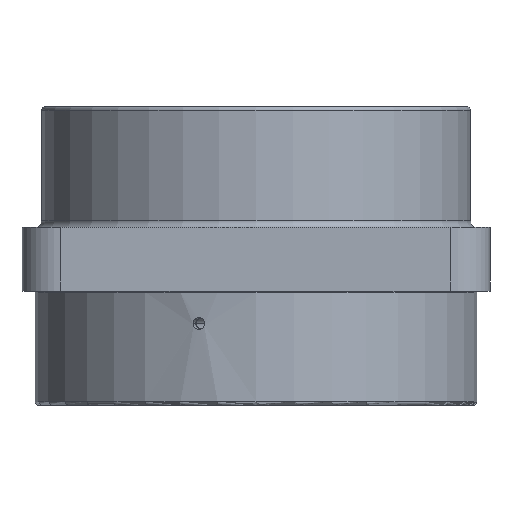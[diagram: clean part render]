
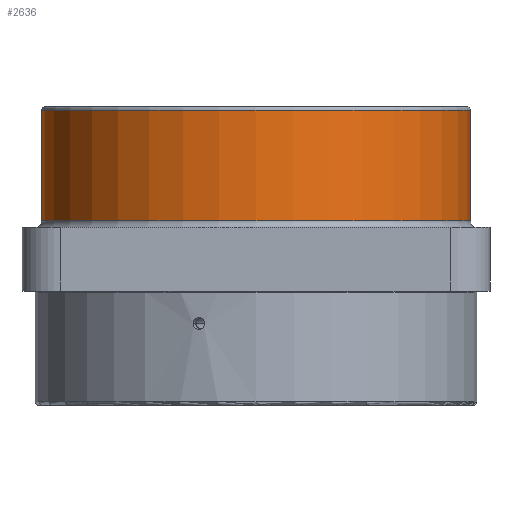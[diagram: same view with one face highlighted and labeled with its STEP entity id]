
A CAD part, front view. The second image highlights one B-rep face of the part: STEP entity #2636.
In plain terms, the highlighted cylindrical face has radius 165 mm (diameter 330 mm), a partial arc.
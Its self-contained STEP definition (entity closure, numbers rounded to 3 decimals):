
#67 = CIRCLE ( 'NONE', #3645, 165. ) ;
#716 = DIRECTION ( 'NONE',  ( 0., 0., 1. ) ) ;
#838 = AXIS2_PLACEMENT_3D ( 'NONE', #4235, #1372, #5030 ) ;
#840 = CARTESIAN_POINT ( 'NONE',  ( -165., 0., 5. ) ) ;
#886 = ORIENTED_EDGE ( 'NONE', *, *, #1601, .T. ) ;
#907 = CARTESIAN_POINT ( 'NONE',  ( 165., 0., 93. ) ) ;
#1372 = DIRECTION ( 'NONE',  ( 0., 0., -1. ) ) ;
#1485 = EDGE_CURVE ( 'NONE', #3331, #1845, #5542, .T. ) ;
#1550 = EDGE_CURVE ( 'NONE', #3331, #2870, #67, .T. ) ;
#1601 = EDGE_CURVE ( 'NONE', #2870, #5636, #4228, .T. ) ;
#1614 = VECTOR ( 'NONE', #3417, 1000. ) ;
#1665 = CARTESIAN_POINT ( 'NONE',  ( 165., 0., 5. ) ) ;
#1782 = ORIENTED_EDGE ( 'NONE', *, *, #5212, .T. ) ;
#1845 = VERTEX_POINT ( 'NONE', #1665 ) ;
#2307 = DIRECTION ( 'NONE',  ( 0., 0., -1. ) ) ;
#2310 = AXIS2_PLACEMENT_3D ( 'NONE', #4882, #716, #3343 ) ;
#2337 = DIRECTION ( 'NONE',  ( 1., 0., 0. ) ) ;
#2636 = ADVANCED_FACE ( 'NONE', ( #2707 ), #4634, .T. ) ;
#2707 = FACE_OUTER_BOUND ( 'NONE', #4480, .T. ) ;
#2870 = VERTEX_POINT ( 'NONE', #3111 ) ;
#2981 = CIRCLE ( 'NONE', #2310, 165. ) ;
#3012 = CARTESIAN_POINT ( 'NONE',  ( 165., 0., 90. ) ) ;
#3111 = CARTESIAN_POINT ( 'NONE',  ( -165., 0., 90. ) ) ;
#3300 = CARTESIAN_POINT ( 'NONE',  ( -165., 0., 93. ) ) ;
#3331 = VERTEX_POINT ( 'NONE', #3012 ) ;
#3343 = DIRECTION ( 'NONE',  ( 1., 0., 0. ) ) ;
#3417 = DIRECTION ( 'NONE',  ( 0., 0., -1. ) ) ;
#3645 = AXIS2_PLACEMENT_3D ( 'NONE', #5992, #2307, #2337 ) ;
#4228 = LINE ( 'NONE', #3300, #1614 ) ;
#4235 = CARTESIAN_POINT ( 'NONE',  ( 0., 0., 93. ) ) ;
#4480 = EDGE_LOOP ( 'NONE', ( #5261, #4600, #886, #1782 ) ) ;
#4600 = ORIENTED_EDGE ( 'NONE', *, *, #1550, .T. ) ;
#4634 = CYLINDRICAL_SURFACE ( 'NONE', #838, 165. ) ;
#4882 = CARTESIAN_POINT ( 'NONE',  ( 0., 0., 5. ) ) ;
#5030 = DIRECTION ( 'NONE',  ( -1., 0., 0. ) ) ;
#5105 = DIRECTION ( 'NONE',  ( 0., 0., -1. ) ) ;
#5212 = EDGE_CURVE ( 'NONE', #5636, #1845, #2981, .T. ) ;
#5261 = ORIENTED_EDGE ( 'NONE', *, *, #1485, .F. ) ;
#5542 = LINE ( 'NONE', #907, #5988 ) ;
#5636 = VERTEX_POINT ( 'NONE', #840 ) ;
#5988 = VECTOR ( 'NONE', #5105, 1000. ) ;
#5992 = CARTESIAN_POINT ( 'NONE',  ( 0., 0., 90. ) ) ;
